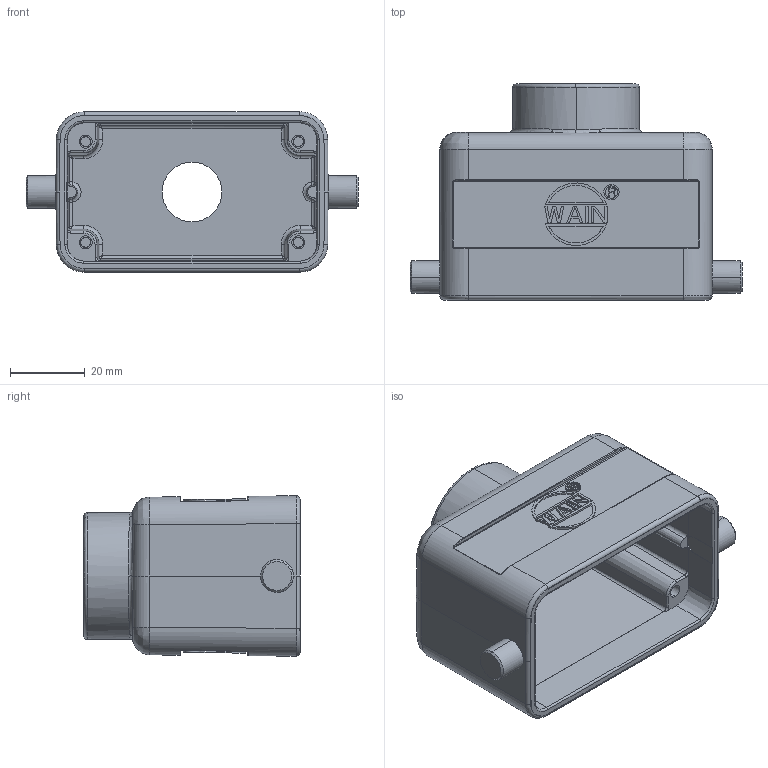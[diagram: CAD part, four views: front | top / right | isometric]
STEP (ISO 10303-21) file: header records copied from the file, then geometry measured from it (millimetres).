
FILE_DESCRIPTION (( 'STEP AP203' ), '1' );
FILE_NAME ('H10B-TE-2B-M20.STEP', '2018-11-08T07:37:17', ( '' ), ( '' ), 'SwSTEP 2.0', 'SolidWorks 2016', '' );
FILE_SCHEMA (( 'CONFIG_CONTROL_DESIGN' ));
Length unit declared in the file: millimetre
Products named in the file (1): H10B-TE-2B-M20
Bounding box: 89 x 58 x 42.98 mm (x, y, z)
Volume: 48564.1 mm3; surface area: 26723.3 mm2
Topology: 1 solids, 1 shells, 435 faces, 1044 edges, 647 vertices
Faces by surface type: plane 232, cylinder 87, bspline 62, cone 32, torus 20, sphere 2
Entity records: 16826 total; most frequent: CARTESIAN_POINT 7342, ORIENTED_EDGE 2088, DIRECTION 1703, EDGE_CURVE 1044, VECTOR 659, LINE 659, VERTEX_POINT 647, AXIS2_PLACEMENT_3D 522
